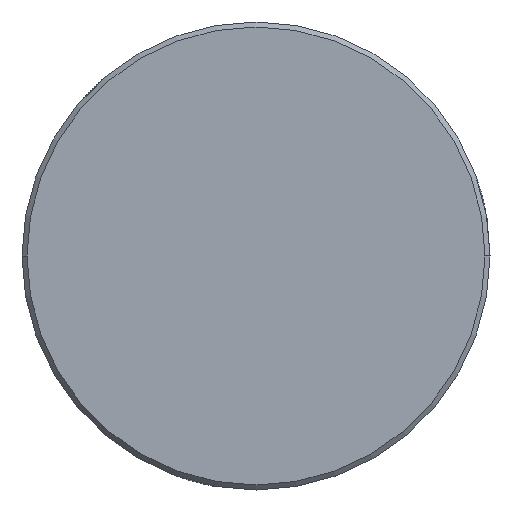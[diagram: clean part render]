
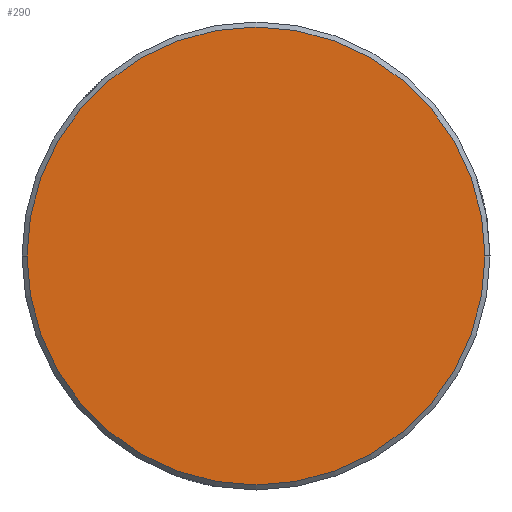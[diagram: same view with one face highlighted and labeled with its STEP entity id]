
A CAD part, left-side view. The second image highlights one B-rep face of the part: STEP entity #290.
In plain terms, the highlighted planar face has unit normal (-1, 0, 0).
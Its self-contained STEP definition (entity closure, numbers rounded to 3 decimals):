
#113 = AXIS2_PLACEMENT_3D ( 'NONE', #213, #820, #900 ) ;
#181 = CARTESIAN_POINT ( 'NONE',  ( -112.8, -13.7, 0. ) ) ;
#184 = CIRCLE ( 'NONE', #719, 13.7 ) ;
#213 = CARTESIAN_POINT ( 'NONE',  ( -112.8, 0., 0. ) ) ;
#268 = VERTEX_POINT ( 'NONE', #914 ) ;
#290 = ADVANCED_FACE ( 'NONE', ( #1005 ), #426, .T. ) ;
#293 = ORIENTED_EDGE ( 'NONE', *, *, #455, .T. ) ;
#327 = DIRECTION ( 'NONE',  ( -1., 0., 0. ) ) ;
#426 = PLANE ( 'NONE',  #1008 ) ;
#455 = EDGE_CURVE ( 'NONE', #268, #843, #184, .T. ) ;
#491 = EDGE_LOOP ( 'NONE', ( #293, #584 ) ) ;
#584 = ORIENTED_EDGE ( 'NONE', *, *, #1075, .T. ) ;
#602 = DIRECTION ( 'NONE',  ( 0., 0., 1. ) ) ;
#636 = CIRCLE ( 'NONE', #113, 13.7 ) ;
#691 = DIRECTION ( 'NONE',  ( 0., 1., 0. ) ) ;
#719 = AXIS2_PLACEMENT_3D ( 'NONE', #852, #327, #691 ) ;
#820 = DIRECTION ( 'NONE',  ( -1., 0., 0. ) ) ;
#843 = VERTEX_POINT ( 'NONE', #181 ) ;
#852 = CARTESIAN_POINT ( 'NONE',  ( -112.8, 0., 0. ) ) ;
#900 = DIRECTION ( 'NONE',  ( 0., 1., 0. ) ) ;
#914 = CARTESIAN_POINT ( 'NONE',  ( -112.8, 13.7, 0. ) ) ;
#1005 = FACE_OUTER_BOUND ( 'NONE', #491, .T. ) ;
#1008 = AXIS2_PLACEMENT_3D ( 'NONE', #1115, #1026, #602 ) ;
#1026 = DIRECTION ( 'NONE',  ( -1., 0., 0. ) ) ;
#1075 = EDGE_CURVE ( 'NONE', #843, #268, #636, .T. ) ;
#1115 = CARTESIAN_POINT ( 'NONE',  ( -112.8, -13.864, -13.864 ) ) ;
